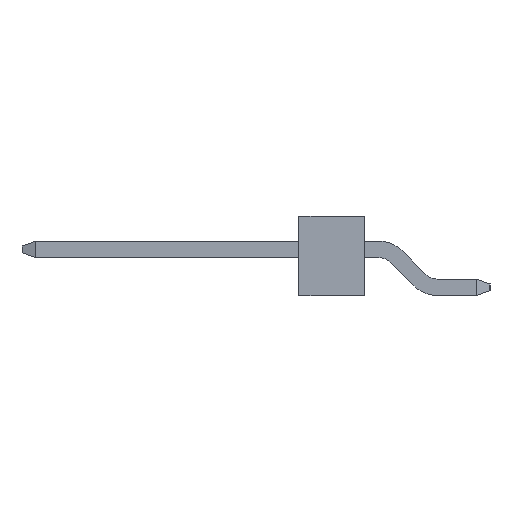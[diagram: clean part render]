
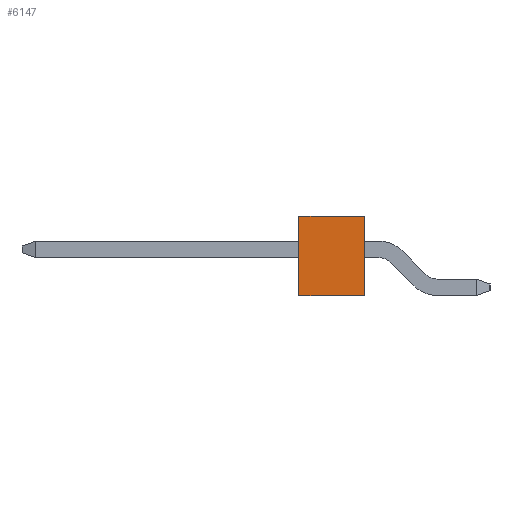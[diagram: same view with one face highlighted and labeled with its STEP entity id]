
A CAD part, left-side view. The second image highlights one B-rep face of the part: STEP entity #6147.
In plain terms, the highlighted face is planar.
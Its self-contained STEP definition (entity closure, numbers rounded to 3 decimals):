
#1210 = VERTEX_POINT('',#1211);
#1211 = CARTESIAN_POINT('',(24.13,-1.524,-1.27));
#1217 = EDGE_CURVE('',#1218,#1210,#1220,.T.);
#1218 = VERTEX_POINT('',#1219);
#1219 = CARTESIAN_POINT('',(24.13,-1.524,1.27));
#1220 = LINE('',#1221,#1222);
#1221 = CARTESIAN_POINT('',(24.13,-1.524,1.27));
#1222 = VECTOR('',#1223,1.);
#1223 = DIRECTION('',(0.,0.,-1.));
#2067 = EDGE_CURVE('',#1218,#2068,#2070,.T.);
#2068 = VERTEX_POINT('',#2069);
#2069 = CARTESIAN_POINT('',(24.13,1.524,1.27));
#2070 = LINE('',#2071,#2072);
#2071 = CARTESIAN_POINT('',(24.13,-1.524,1.27));
#2072 = VECTOR('',#2073,1.);
#2073 = DIRECTION('',(0.,1.,0.));
#4408 = VERTEX_POINT('',#4409);
#4409 = CARTESIAN_POINT('',(24.13,1.524,-1.27));
#4415 = EDGE_CURVE('',#1210,#4408,#4416,.T.);
#4416 = LINE('',#4417,#4418);
#4417 = CARTESIAN_POINT('',(24.13,-1.524,-1.27));
#4418 = VECTOR('',#4419,1.);
#4419 = DIRECTION('',(0.,1.,0.));
#4832 = EDGE_CURVE('',#2068,#4408,#4833,.T.);
#4833 = LINE('',#4834,#4835);
#4834 = CARTESIAN_POINT('',(24.13,1.524,1.27));
#4835 = VECTOR('',#4836,1.);
#4836 = DIRECTION('',(0.,0.,-1.));
#6147 = ADVANCED_FACE('',(#6148),#6154,.F.);
#6148 = FACE_BOUND('',#6149,.T.);
#6149 = EDGE_LOOP('',(#6150,#6151,#6152,#6153));
#6150 = ORIENTED_EDGE('',*,*,#4415,.T.);
#6151 = ORIENTED_EDGE('',*,*,#4832,.F.);
#6152 = ORIENTED_EDGE('',*,*,#2067,.F.);
#6153 = ORIENTED_EDGE('',*,*,#1217,.T.);
#6154 = PLANE('',#6155);
#6155 = AXIS2_PLACEMENT_3D('',#6156,#6157,#6158);
#6156 = CARTESIAN_POINT('',(24.13,-1.524,1.27));
#6157 = DIRECTION('',(-1.,0.,0.));
#6158 = DIRECTION('',(0.,0.,1.));
